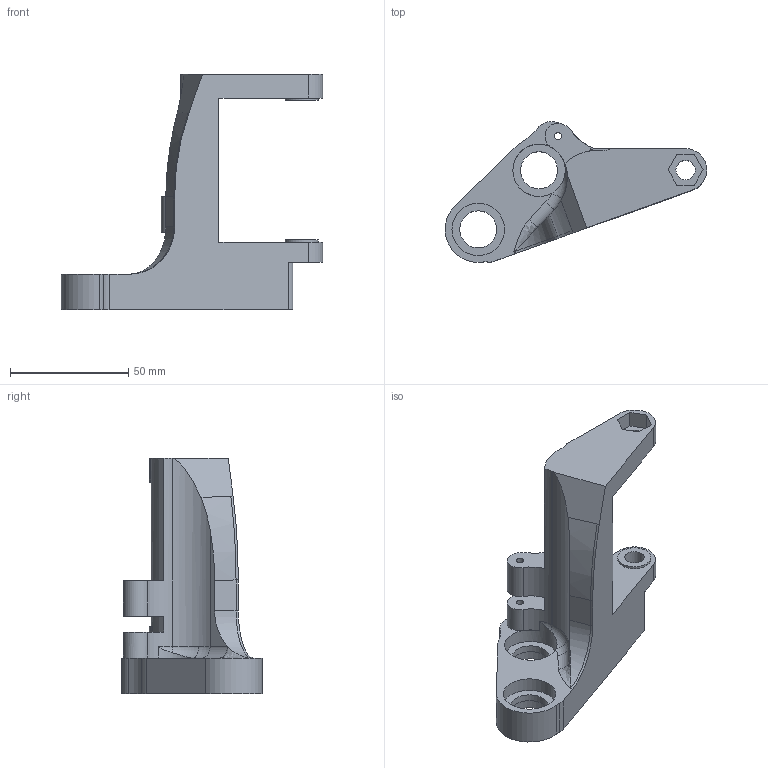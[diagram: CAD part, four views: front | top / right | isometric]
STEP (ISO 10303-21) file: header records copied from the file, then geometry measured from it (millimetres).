
FILE_DESCRIPTION(/* description */ (''),/* implementation_level */ '2;1');
FILE_NAME(/* name */ 'linkC.stp',/* time_stamp */ '2025-01-12T19:59:29-05:00',/* author */ ('derm'),/* organization */ (''),/* preprocessor_version */ 'ST-DEVELOPER v20',/* originating_system */ 'Autodesk Inventor 2025',/* authorisation */ '');
FILE_SCHEMA (('AUTOMOTIVE_DESIGN { 1 0 10303 214 3 1 1 }'));
Length unit declared in the file: millimetre
Products named in the file (1): linkC
Bounding box: 110.74 x 59.64 x 99.5 mm (x, y, z)
Volume: 101769.8 mm3; surface area: 25872.2 mm2
Topology: 1 solids, 1 shells, 90 faces, 232 edges, 151 vertices
Faces by surface type: cylinder 45, plane 37, bspline 4, torus 4
Full cylindrical faces by diameter (mm): 3.1 x2, 5.828 x1, 8.2 x2, 14 x2, 15.654 x2, 22.2 x4
Entity records: 2928 total; most frequent: CARTESIAN_POINT 584, DIRECTION 510, ORIENTED_EDGE 464, EDGE_CURVE 232, AXIS2_PLACEMENT_3D 198, VERTEX_POINT 151, LINE 114, VECTOR 114
